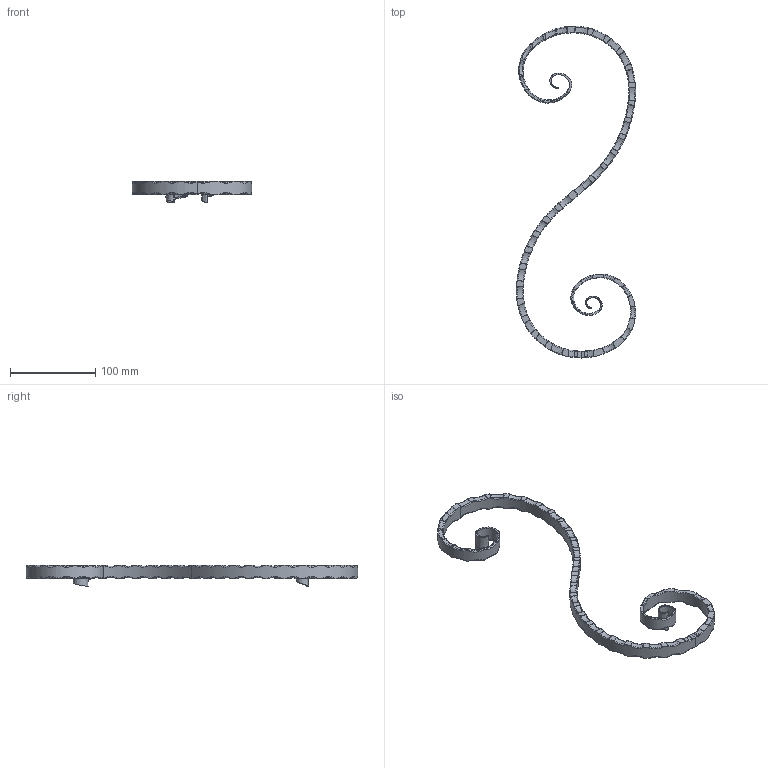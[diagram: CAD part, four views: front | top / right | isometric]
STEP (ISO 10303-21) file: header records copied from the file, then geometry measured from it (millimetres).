
FILE_DESCRIPTION (( 'STEP AP203' ), '1' );
FILE_NAME ('4514.step', '2015-09-17T14:58:44', ( '' ), ( '' ), 'SwSTEP 2.0', 'SolidWorks 2015', '' );
FILE_SCHEMA (( 'CONFIG_CONTROL_DESIGN' ));
Length unit declared in the file: millimetre
Products named in the file (1): 4514
Bounding box: 139.96 x 390 x 25.66 mm (x, y, z)
Volume: 92924.4 mm3; surface area: 42534.4 mm2
Topology: 1 solids, 1 shells, 594 faces, 1709 edges, 1115 vertices
Faces by surface type: cylinder 272, bspline 212, plane 84, sphere 26
Entity records: 40031 total; most frequent: CARTESIAN_POINT 27640, ORIENTED_EDGE 3414, EDGE_CURVE 1707, DIRECTION 1335, B_SPLINE_CURVE_WITH_KNOTS 1238, VERTEX_POINT 1115, EDGE_LOOP 594, ADVANCED_FACE 594
